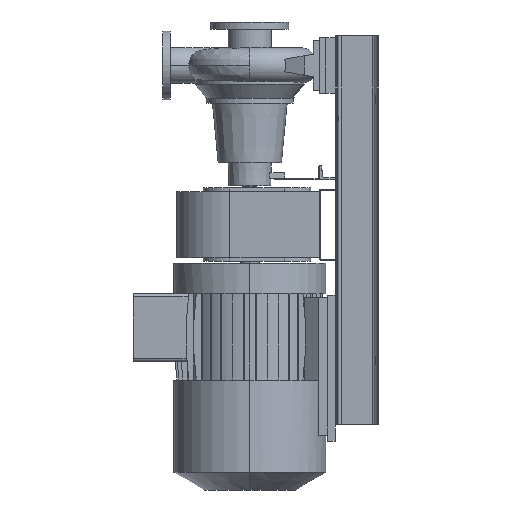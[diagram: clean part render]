
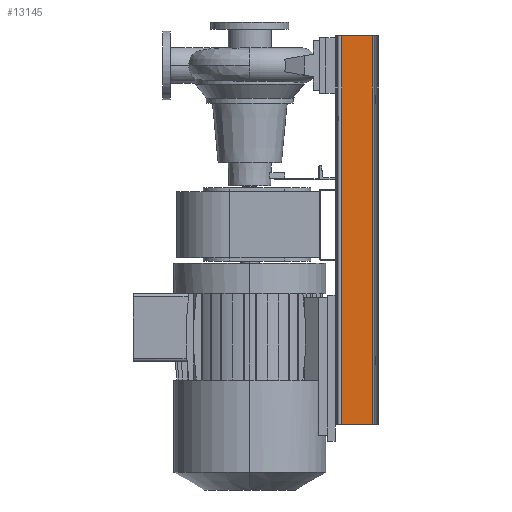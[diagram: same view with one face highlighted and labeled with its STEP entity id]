
A CAD part, left-side view. The second image highlights one B-rep face of the part: STEP entity #13145.
In plain terms, the highlighted face is planar.
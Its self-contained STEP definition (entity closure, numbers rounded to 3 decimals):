
#920 = FACE_OUTER_BOUND ( 'NONE', #8091, .T. ) ;
#1312 = LINE ( 'NONE', #17469, #19247 ) ;
#2222 = CARTESIAN_POINT ( 'NONE',  ( -625., 118.922, -187. ) ) ;
#2989 = ORIENTED_EDGE ( 'NONE', *, *, #6874, .T. ) ;
#3485 = LINE ( 'NONE', #10620, #16122 ) ;
#4318 = EDGE_CURVE ( 'NONE', #18748, #22700, #1312, .T. ) ;
#5807 = AXIS2_PLACEMENT_3D ( 'NONE', #18718, #7936, #11676 ) ;
#6874 = EDGE_CURVE ( 'NONE', #10606, #20509, #15725, .T. ) ;
#7936 = DIRECTION ( 'NONE',  ( 0., 0., 1. ) ) ;
#8091 = EDGE_LOOP ( 'NONE', ( #9943, #9251, #21561, #2989 ) ) ;
#8445 = DIRECTION ( 'NONE',  ( -1., 0., 0. ) ) ;
#8726 = VECTOR ( 'NONE', #14984, 1000. ) ;
#8865 = DIRECTION ( 'NONE',  ( 0., 1., 0. ) ) ;
#9251 = ORIENTED_EDGE ( 'NONE', *, *, #4318, .F. ) ;
#9943 = ORIENTED_EDGE ( 'NONE', *, *, #11445, .T. ) ;
#10606 = VERTEX_POINT ( 'NONE', #15160 ) ;
#10620 = CARTESIAN_POINT ( 'NONE',  ( 625., 118.922, -187. ) ) ;
#10681 = DIRECTION ( 'NONE',  ( -1., 0., 0. ) ) ;
#10790 = CARTESIAN_POINT ( 'NONE',  ( 625., 21.078, -187. ) ) ;
#11445 = EDGE_CURVE ( 'NONE', #20509, #22700, #16755, .T. ) ;
#11676 = DIRECTION ( 'NONE',  ( 1., 0., 0. ) ) ;
#13145 = ADVANCED_FACE ( 'NONE', ( #920 ), #22713, .F. ) ;
#13395 = CARTESIAN_POINT ( 'NONE',  ( -625., 21.078, -187. ) ) ;
#14984 = DIRECTION ( 'NONE',  ( 0., 1., 0. ) ) ;
#15160 = CARTESIAN_POINT ( 'NONE',  ( 625., 21.078, -187. ) ) ;
#15243 = EDGE_CURVE ( 'NONE', #10606, #18748, #3485, .T. ) ;
#15725 = LINE ( 'NONE', #10790, #18904 ) ;
#16122 = VECTOR ( 'NONE', #8865, 1000. ) ;
#16755 = LINE ( 'NONE', #2222, #8726 ) ;
#17469 = CARTESIAN_POINT ( 'NONE',  ( 625., 118.922, -187. ) ) ;
#18718 = CARTESIAN_POINT ( 'NONE',  ( 625., 118.922, -187. ) ) ;
#18748 = VERTEX_POINT ( 'NONE', #20434 ) ;
#18904 = VECTOR ( 'NONE', #10681, 1000. ) ;
#19247 = VECTOR ( 'NONE', #8445, 1000. ) ;
#20434 = CARTESIAN_POINT ( 'NONE',  ( 625., 118.922, -187. ) ) ;
#20509 = VERTEX_POINT ( 'NONE', #13395 ) ;
#21561 = ORIENTED_EDGE ( 'NONE', *, *, #15243, .F. ) ;
#22700 = VERTEX_POINT ( 'NONE', #23150 ) ;
#22713 = PLANE ( 'NONE',  #5807 ) ;
#23150 = CARTESIAN_POINT ( 'NONE',  ( -625., 118.922, -187. ) ) ;
